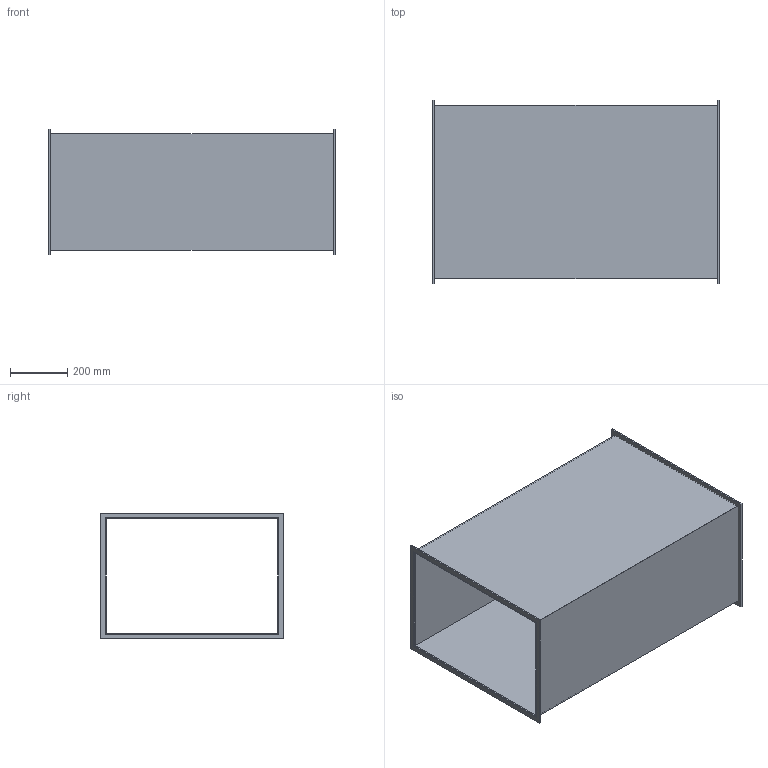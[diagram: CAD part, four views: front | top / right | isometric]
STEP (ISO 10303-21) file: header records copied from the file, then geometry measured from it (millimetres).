
FILE_DESCRIPTION(('FreeCAD Model'),'2;1');
FILE_NAME('Open CASCADE Shape Model','2024-08-10T18:43:10',(''),(''), 'Open CASCADE STEP processor 7.6','FreeCAD','Unknown');
FILE_SCHEMA(('AUTOMOTIVE_DESIGN { 1 0 10303 214 1 1 1 1 }'));
Length unit declared in the file: millimetre
Products named in the file (4): Duct_linear_rectangular_complete_R02; Duct_rectangular_; Flange1_002; Flange2_002
Assembly tree (3 placements, depth 2):
  Duct_linear_rectangular_complete_R02
    Duct_rectangular_
    Flange1_002
    Flange2_002
Bounding box: 1000 x 640 x 440 mm (x, y, z)
Volume: 6452000 mm3; surface area: 4244072 mm2
Topology: 3 solids, 3 shells, 30 faces, 72 edges, 48 vertices
Faces by surface type: plane 30
Entity records: 961 total; most frequent: CARTESIAN_POINT 154, ORIENTED_EDGE 144, DIRECTION 140, EDGE_CURVE 72, LINE 72, VECTOR 72, VERTEX_POINT 48, FACE_BOUND 36
